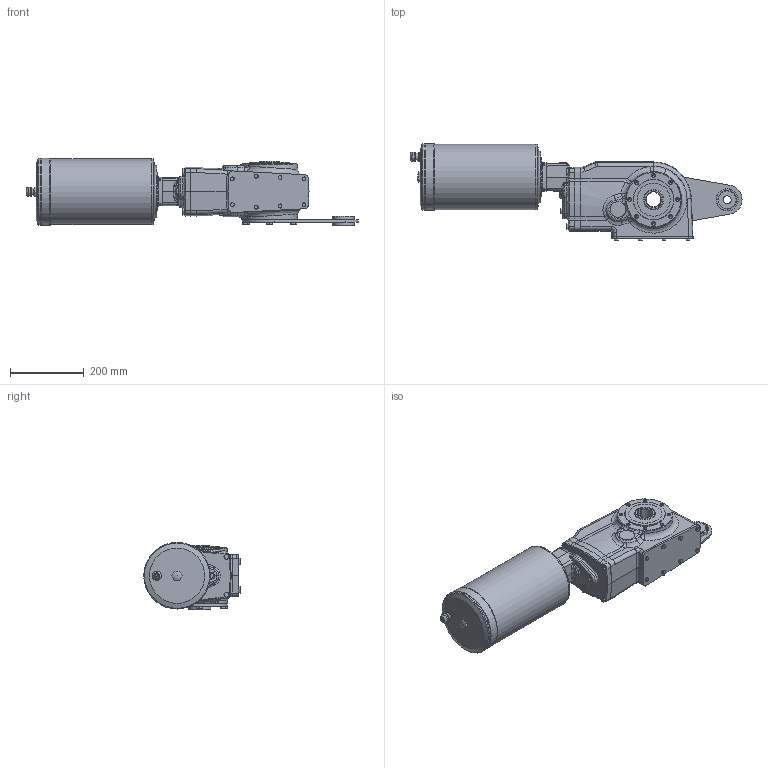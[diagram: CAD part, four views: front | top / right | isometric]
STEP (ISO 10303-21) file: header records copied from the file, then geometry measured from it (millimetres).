
FILE_DESCRIPTION( ( 'Unknown' ), '1' );
FILE_NAME( '81A9977554FEFEACCD7992B56C696D7.3d.stp', 'Unknown', ( 'Unknown' ), ( 'Unknown' ), 'PSStep 10.1', 'Unknown', ' ' );
FILE_SCHEMA( ( 'AUTOMOTIVE_DESIGN { 1 0 10303 214 1 1 1 1 }' ) );
Length unit declared in the file: millimetre
Products named in the file (1): X74N
Bounding box: 901.4 x 262.1 x 182.5 mm (x, y, z)
Volume: 16575730.6 mm3; surface area: 611269.3 mm2
Topology: 1 solids, 28 shells, 1057 faces, 2441 edges, 1511 vertices
Faces by surface type: plane 365, cylinder 242, cone 210, bspline 163, torus 66, extrusion 4, revolution 4, sphere 3
Full cylindrical faces by diameter (mm): 2.6 x1, 6 x8, 6.647 x8, 7 x9, 8 x4, 8.376 x32, 8.9 x8, 9 x8, 10 x4, 11 x4, 11.6 x6, 13 x4, 13.4 x1, 14 x4, 14.6 x4, 16.662 x1, 18 x2, 20 x1, 21 x1, 24 x1, 30 x1, 42.5 x2, 47 x1, 49 x1, 50 x2, 50.1 x1, 50.2 x1, 55 x2, 60 x2, 85 x1
Entity records: 60074 total; most frequent: CARTESIAN_POINT 30808, ORIENTED_EDGE 4076, DIRECTION 4010, EDGE_CURVE 2038, AXIS2_PLACEMENT_3D 1699, EDGE_LOOP 1440, VERTEX_POINT 1398, FACE_OUTER_BOUND 1254
